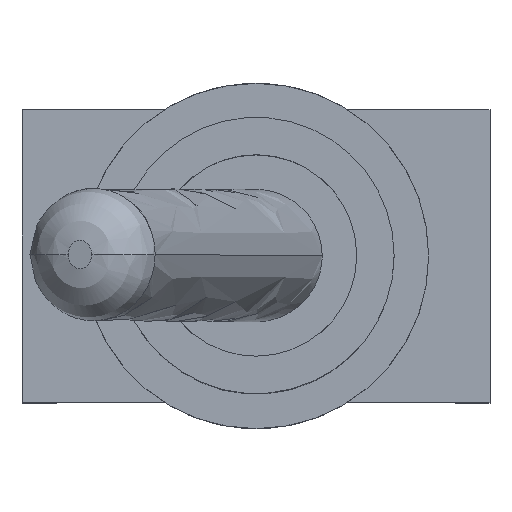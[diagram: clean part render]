
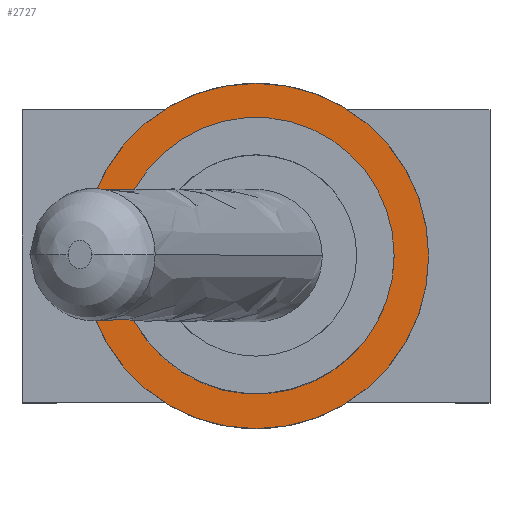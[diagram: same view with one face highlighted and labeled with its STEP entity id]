
A CAD part, top view. The second image highlights one B-rep face of the part: STEP entity #2727.
In plain terms, the highlighted planar face has unit normal (0, 0, 1).
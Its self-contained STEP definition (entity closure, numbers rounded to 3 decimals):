
#96 = DIRECTION ( 'NONE',  ( 0., -1., 0. ) ) ;
#195 = AXIS2_PLACEMENT_3D ( 'NONE', #767, #2371, #2594 ) ;
#223 = EDGE_CURVE ( 'NONE', #1485, #1768, #2646, .T. ) ;
#233 = DIRECTION ( 'NONE',  ( 0., 0., 1. ) ) ;
#347 = LINE ( 'NONE', #2577, #2206 ) ;
#364 = EDGE_LOOP ( 'NONE', ( #2902, #711 ) ) ;
#541 = CIRCLE ( 'NONE', #2600, 3. ) ;
#657 = VERTEX_POINT ( 'NONE', #839 ) ;
#690 = CARTESIAN_POINT ( 'NONE',  ( 1.962, 3.696, 7.6 ) ) ;
#711 = ORIENTED_EDGE ( 'NONE', *, *, #1149, .T. ) ;
#767 = CARTESIAN_POINT ( 'NONE',  ( 0., 0., 7.6 ) ) ;
#839 = CARTESIAN_POINT ( 'NONE',  ( 7.065, 2.54, 7.6 ) ) ;
#857 = DIRECTION ( 'NONE',  ( 1., 0., 0. ) ) ;
#1085 = VERTEX_POINT ( 'NONE', #2624 ) ;
#1123 = ORIENTED_EDGE ( 'NONE', *, *, #223, .F. ) ;
#1149 = EDGE_CURVE ( 'NONE', #1085, #657, #541, .T. ) ;
#1212 = ORIENTED_EDGE ( 'NONE', *, *, #2493, .F. ) ;
#1296 = AXIS2_PLACEMENT_3D ( 'NONE', #2288, #233, #2066 ) ;
#1378 = EDGE_LOOP ( 'NONE', ( #1960, #1123, #1212 ) ) ;
#1462 = CARTESIAN_POINT ( 'NONE',  ( 6.465, 2.54, 7.6 ) ) ;
#1485 = VERTEX_POINT ( 'NONE', #1462 ) ;
#1555 = CARTESIAN_POINT ( 'NONE',  ( 4.065, 2.54, 7.6 ) ) ;
#1610 = EDGE_CURVE ( 'NONE', #657, #1085, #2255, .T. ) ;
#1643 = DIRECTION ( 'NONE',  ( 0., 0., 1. ) ) ;
#1700 = CARTESIAN_POINT ( 'NONE',  ( 4.065, 2.54, 7.6 ) ) ;
#1768 = VERTEX_POINT ( 'NONE', #690 ) ;
#1780 = DIRECTION ( 'NONE',  ( 0., 0., 1. ) ) ;
#1862 = AXIS2_PLACEMENT_3D ( 'NONE', #1995, #1780, #857 ) ;
#1904 = FACE_OUTER_BOUND ( 'NONE', #364, .T. ) ;
#1917 = CIRCLE ( 'NONE', #1862, 2.4 ) ;
#1960 = ORIENTED_EDGE ( 'NONE', *, *, #2665, .F. ) ;
#1972 = DIRECTION ( 'NONE',  ( 1., 0., 0. ) ) ;
#1995 = CARTESIAN_POINT ( 'NONE',  ( 4.065, 2.54, 7.6 ) ) ;
#2066 = DIRECTION ( 'NONE',  ( 1., 0., 0. ) ) ;
#2132 = FACE_BOUND ( 'NONE', #1378, .T. ) ;
#2206 = VECTOR ( 'NONE', #96, 1000. ) ;
#2255 = CIRCLE ( 'NONE', #2347, 3. ) ;
#2288 = CARTESIAN_POINT ( 'NONE',  ( 4.065, 2.54, 7.6 ) ) ;
#2347 = AXIS2_PLACEMENT_3D ( 'NONE', #1555, #2677, #1972 ) ;
#2352 = DIRECTION ( 'NONE',  ( 1., 0., 0. ) ) ;
#2354 = CARTESIAN_POINT ( 'NONE',  ( 1.962, 1.384, 7.6 ) ) ;
#2371 = DIRECTION ( 'NONE',  ( 0., 0., 1. ) ) ;
#2493 = EDGE_CURVE ( 'NONE', #2648, #1485, #1917, .T. ) ;
#2577 = CARTESIAN_POINT ( 'NONE',  ( 1.962, 3.696, 7.6 ) ) ;
#2594 = DIRECTION ( 'NONE',  ( 1., 0., 0. ) ) ;
#2600 = AXIS2_PLACEMENT_3D ( 'NONE', #1700, #1643, #2352 ) ;
#2624 = CARTESIAN_POINT ( 'NONE',  ( 1.065, 2.54, 7.6 ) ) ;
#2646 = CIRCLE ( 'NONE', #1296, 2.4 ) ;
#2648 = VERTEX_POINT ( 'NONE', #2354 ) ;
#2665 = EDGE_CURVE ( 'NONE', #1768, #2648, #347, .T. ) ;
#2677 = DIRECTION ( 'NONE',  ( 0., 0., 1. ) ) ;
#2727 = ADVANCED_FACE ( 'NONE', ( #2132, #1904 ), #2828, .T. ) ;
#2828 = PLANE ( 'NONE',  #195 ) ;
#2902 = ORIENTED_EDGE ( 'NONE', *, *, #1610, .T. ) ;
